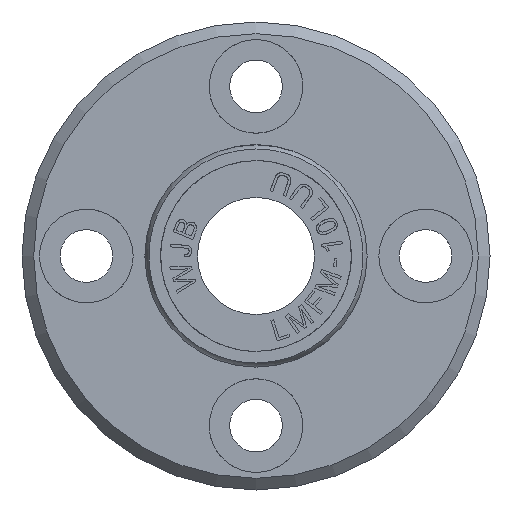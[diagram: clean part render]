
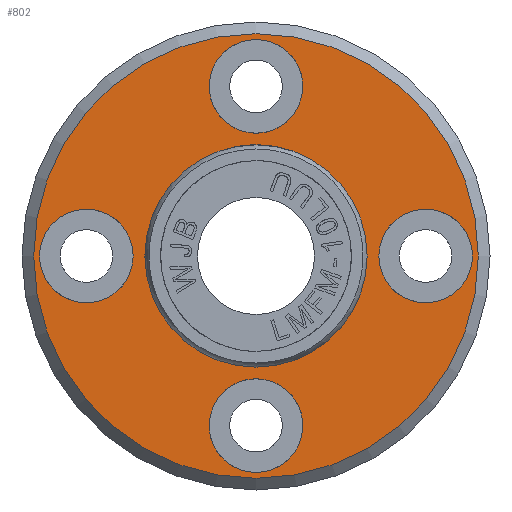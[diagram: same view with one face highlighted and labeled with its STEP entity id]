
A CAD part, left-side view. The second image highlights one B-rep face of the part: STEP entity #802.
In plain terms, the highlighted planar face has unit normal (-1, 0, 0).
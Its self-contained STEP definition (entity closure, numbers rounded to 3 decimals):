
#543=PLANE('',#7158);
#802=ADVANCED_FACE('',(#1272,#1273,#1274,#1275,#1276,#1277),#543,.T.);
#1272=FACE_BOUND('',#1394,.T.);
#1273=FACE_BOUND('',#1395,.T.);
#1274=FACE_BOUND('',#1396,.T.);
#1275=FACE_BOUND('',#1397,.T.);
#1276=FACE_BOUND('',#1398,.T.);
#1277=FACE_BOUND('',#1399,.T.);
#1394=EDGE_LOOP('',(#3709,#3710));
#1395=EDGE_LOOP('',(#3711,#3712));
#1396=EDGE_LOOP('',(#3713,#3714));
#1397=EDGE_LOOP('',(#3715,#3716));
#1398=EDGE_LOOP('',(#3717));
#1399=EDGE_LOOP('',(#3718,#3719));
#1895=B_SPLINE_CURVE_WITH_KNOTS('',3,(#10367,#10368,#10369,#10370,#10371,
#10372,#10373,#10374,#10375,#10376),.UNSPECIFIED.,.F.,.F.,(4,2,2,2,4),(0.,
0.25,0.5,0.75,1.),.UNSPECIFIED.);
#1896=B_SPLINE_CURVE_WITH_KNOTS('',3,(#10379,#10380,#10381,#10382,#10383,
#10384,#10385,#10386,#10387,#10388),.UNSPECIFIED.,.F.,.F.,(4,2,2,2,4),(0.,
0.25,0.5,0.75,1.),.UNSPECIFIED.);
#1897=B_SPLINE_CURVE_WITH_KNOTS('',3,(#10389,#10390,#10391,#10392,#10393,
#10394,#10395,#10396,#10397,#10398),.UNSPECIFIED.,.F.,.F.,(4,2,2,2,4),(0.,
0.25,0.5,0.75,1.),.UNSPECIFIED.);
#1898=B_SPLINE_CURVE_WITH_KNOTS('',3,(#10401,#10402,#10403,#10404,#10405,
#10406,#10407,#10408,#10409,#10410),.UNSPECIFIED.,.F.,.F.,(4,2,2,2,4),(0.,
0.25,0.5,0.75,1.),.UNSPECIFIED.);
#1899=B_SPLINE_CURVE_WITH_KNOTS('',3,(#10411,#10412,#10413,#10414,#10415,
#10416,#10417,#10418,#10419,#10420),.UNSPECIFIED.,.F.,.F.,(4,2,2,2,4),(0.,
0.25,0.5,0.75,1.),.UNSPECIFIED.);
#1900=B_SPLINE_CURVE_WITH_KNOTS('',3,(#10423,#10424,#10425,#10426,#10427,
#10428,#10429,#10430,#10431,#10432),.UNSPECIFIED.,.F.,.F.,(4,2,2,2,4),(0.,
0.25,0.5,0.75,1.),.UNSPECIFIED.);
#1901=B_SPLINE_CURVE_WITH_KNOTS('',3,(#10433,#10434,#10435,#10436,#10437,
#10438,#10439,#10440,#10441,#10442),.UNSPECIFIED.,.F.,.F.,(4,2,2,2,4),(0.,
0.25,0.5,0.75,1.),.UNSPECIFIED.);
#1902=B_SPLINE_CURVE_WITH_KNOTS('',3,(#10445,#10446,#10447,#10448,#10449,
#10450,#10451,#10452,#10453,#10454),.UNSPECIFIED.,.F.,.F.,(4,2,2,2,4),(0.,
0.25,0.5,0.75,1.),.UNSPECIFIED.);
#1903=B_SPLINE_CURVE_WITH_KNOTS('',3,(#10457,#10458,#10459,#10460,#10461,
#10462,#10463,#10464,#10465,#10466),.UNSPECIFIED.,.F.,.F.,(4,2,2,2,4),(0.,
0.25,0.5,0.75,1.),.UNSPECIFIED.);
#1904=B_SPLINE_CURVE_WITH_KNOTS('',3,(#10469,#10470,#10471,#10472,#10473,
#10474,#10475,#10476,#10477,#10478),.UNSPECIFIED.,.F.,.F.,(4,2,2,2,4),(0.,
0.25,0.5,0.75,1.),.UNSPECIFIED.);
#3709=ORIENTED_EDGE('',*,*,#6349,.F.);
#3710=ORIENTED_EDGE('',*,*,#6350,.F.);
#3711=ORIENTED_EDGE('',*,*,#6351,.F.);
#3712=ORIENTED_EDGE('',*,*,#6352,.F.);
#3713=ORIENTED_EDGE('',*,*,#6353,.F.);
#3714=ORIENTED_EDGE('',*,*,#6354,.F.);
#3715=ORIENTED_EDGE('',*,*,#6355,.F.);
#3716=ORIENTED_EDGE('',*,*,#6356,.F.);
#3717=ORIENTED_EDGE('',*,*,#6357,.T.);
#3718=ORIENTED_EDGE('',*,*,#6358,.T.);
#3719=ORIENTED_EDGE('',*,*,#6359,.T.);
#5673=VERTEX_POINT('',#10377);
#5674=VERTEX_POINT('',#10378);
#5675=VERTEX_POINT('',#10399);
#5676=VERTEX_POINT('',#10400);
#5677=VERTEX_POINT('',#10421);
#5678=VERTEX_POINT('',#10422);
#5679=VERTEX_POINT('',#10443);
#5680=VERTEX_POINT('',#10444);
#5681=VERTEX_POINT('',#10456);
#5682=VERTEX_POINT('',#10467);
#5683=VERTEX_POINT('',#10468);
#6349=EDGE_CURVE('',#5673,#5674,#1895,.T.);
#6350=EDGE_CURVE('',#5674,#5673,#1896,.T.);
#6351=EDGE_CURVE('',#5675,#5676,#1897,.T.);
#6352=EDGE_CURVE('',#5676,#5675,#1898,.T.);
#6353=EDGE_CURVE('',#5677,#5678,#1899,.T.);
#6354=EDGE_CURVE('',#5678,#5677,#1900,.T.);
#6355=EDGE_CURVE('',#5679,#5680,#1901,.T.);
#6356=EDGE_CURVE('',#5680,#5679,#1902,.T.);
#6357=EDGE_CURVE('',#5681,#5681,#7072,.T.);
#6358=EDGE_CURVE('',#5682,#5683,#1903,.T.);
#6359=EDGE_CURVE('',#5683,#5682,#1904,.T.);
#7072=CIRCLE('',#7157,19.);
#7157=AXIS2_PLACEMENT_3D('',#10455,#7762,#7763);
#7158=AXIS2_PLACEMENT_3D('',#10479,#7764,#7765);
#7762=DIRECTION('',(-1.,0.,0.));
#7763=DIRECTION('',(0.,0.,1.));
#7764=DIRECTION('',(-1.,0.,0.));
#7765=DIRECTION('',(0.,0.,1.));
#10367=CARTESIAN_POINT('',(0.,-4.,-14.5));
#10368=CARTESIAN_POINT('',(0.,-4.,-13.453));
#10369=CARTESIAN_POINT('',(0.,-3.569,-12.412));
#10370=CARTESIAN_POINT('',(0.,-2.088,-10.931));
#10371=CARTESIAN_POINT('',(0.,-1.047,-10.5));
#10372=CARTESIAN_POINT('',(0.,1.047,-10.5));
#10373=CARTESIAN_POINT('',(0.,2.088,-10.931));
#10374=CARTESIAN_POINT('',(0.,3.569,-12.412));
#10375=CARTESIAN_POINT('',(0.,4.,-13.453));
#10376=CARTESIAN_POINT('',(0.,4.,-14.5));
#10377=CARTESIAN_POINT('',(0.,-4.,-14.5));
#10378=CARTESIAN_POINT('',(0.,4.,-14.5));
#10379=CARTESIAN_POINT('',(0.,4.,-14.5));
#10380=CARTESIAN_POINT('',(0.,4.,-15.547));
#10381=CARTESIAN_POINT('',(0.,3.569,-16.588));
#10382=CARTESIAN_POINT('',(0.,2.088,-18.069));
#10383=CARTESIAN_POINT('',(0.,1.047,-18.5));
#10384=CARTESIAN_POINT('',(0.,-1.047,-18.5));
#10385=CARTESIAN_POINT('',(0.,-2.088,-18.069));
#10386=CARTESIAN_POINT('',(0.,-3.569,-16.588));
#10387=CARTESIAN_POINT('',(0.,-4.,-15.547));
#10388=CARTESIAN_POINT('',(0.,-4.,-14.5));
#10389=CARTESIAN_POINT('',(0.,-4.,14.5));
#10390=CARTESIAN_POINT('',(0.,-4.,15.547));
#10391=CARTESIAN_POINT('',(0.,-3.569,16.588));
#10392=CARTESIAN_POINT('',(0.,-2.088,18.069));
#10393=CARTESIAN_POINT('',(0.,-1.047,18.5));
#10394=CARTESIAN_POINT('',(0.,1.047,18.5));
#10395=CARTESIAN_POINT('',(0.,2.088,18.069));
#10396=CARTESIAN_POINT('',(0.,3.569,16.588));
#10397=CARTESIAN_POINT('',(0.,4.,15.547));
#10398=CARTESIAN_POINT('',(0.,4.,14.5));
#10399=CARTESIAN_POINT('',(0.,-4.,14.5));
#10400=CARTESIAN_POINT('',(0.,4.,14.5));
#10401=CARTESIAN_POINT('',(0.,4.,14.5));
#10402=CARTESIAN_POINT('',(0.,4.,13.453));
#10403=CARTESIAN_POINT('',(0.,3.569,12.412));
#10404=CARTESIAN_POINT('',(0.,2.088,10.931));
#10405=CARTESIAN_POINT('',(0.,1.047,10.5));
#10406=CARTESIAN_POINT('',(0.,-1.047,10.5));
#10407=CARTESIAN_POINT('',(0.,-2.088,10.931));
#10408=CARTESIAN_POINT('',(0.,-3.569,12.412));
#10409=CARTESIAN_POINT('',(0.,-4.,13.453));
#10410=CARTESIAN_POINT('',(0.,-4.,14.5));
#10411=CARTESIAN_POINT('',(0.,-18.5,0.));
#10412=CARTESIAN_POINT('',(0.,-18.5,1.047));
#10413=CARTESIAN_POINT('',(0.,-18.069,2.088));
#10414=CARTESIAN_POINT('',(0.,-16.588,3.569));
#10415=CARTESIAN_POINT('',(0.,-15.547,4.));
#10416=CARTESIAN_POINT('',(0.,-13.453,4.));
#10417=CARTESIAN_POINT('',(0.,-12.412,3.569));
#10418=CARTESIAN_POINT('',(0.,-10.931,2.088));
#10419=CARTESIAN_POINT('',(0.,-10.5,1.047));
#10420=CARTESIAN_POINT('',(0.,-10.5,0.));
#10421=CARTESIAN_POINT('',(0.,-18.5,0.));
#10422=CARTESIAN_POINT('',(0.,-10.5,0.));
#10423=CARTESIAN_POINT('',(0.,-10.5,0.));
#10424=CARTESIAN_POINT('',(0.,-10.5,-1.047));
#10425=CARTESIAN_POINT('',(0.,-10.931,-2.088));
#10426=CARTESIAN_POINT('',(0.,-12.412,-3.569));
#10427=CARTESIAN_POINT('',(0.,-13.453,-4.));
#10428=CARTESIAN_POINT('',(0.,-15.547,-4.));
#10429=CARTESIAN_POINT('',(0.,-16.588,-3.569));
#10430=CARTESIAN_POINT('',(0.,-18.069,-2.088));
#10431=CARTESIAN_POINT('',(0.,-18.5,-1.047));
#10432=CARTESIAN_POINT('',(0.,-18.5,0.));
#10433=CARTESIAN_POINT('',(0.,10.5,0.));
#10434=CARTESIAN_POINT('',(0.,10.5,1.047));
#10435=CARTESIAN_POINT('',(0.,10.931,2.088));
#10436=CARTESIAN_POINT('',(0.,12.412,3.569));
#10437=CARTESIAN_POINT('',(0.,13.453,4.));
#10438=CARTESIAN_POINT('',(0.,15.547,4.));
#10439=CARTESIAN_POINT('',(0.,16.588,3.569));
#10440=CARTESIAN_POINT('',(0.,18.069,2.088));
#10441=CARTESIAN_POINT('',(0.,18.5,1.047));
#10442=CARTESIAN_POINT('',(0.,18.5,0.));
#10443=CARTESIAN_POINT('',(0.,10.5,0.));
#10444=CARTESIAN_POINT('',(0.,18.5,0.));
#10445=CARTESIAN_POINT('',(0.,18.5,0.));
#10446=CARTESIAN_POINT('',(0.,18.5,-1.047));
#10447=CARTESIAN_POINT('',(0.,18.069,-2.088));
#10448=CARTESIAN_POINT('',(0.,16.588,-3.569));
#10449=CARTESIAN_POINT('',(0.,15.547,-4.));
#10450=CARTESIAN_POINT('',(0.,13.453,-4.));
#10451=CARTESIAN_POINT('',(0.,12.412,-3.569));
#10452=CARTESIAN_POINT('',(0.,10.931,-2.088));
#10453=CARTESIAN_POINT('',(0.,10.5,-1.047));
#10454=CARTESIAN_POINT('',(0.,10.5,0.));
#10455=CARTESIAN_POINT('',(0.,0.,0.));
#10456=CARTESIAN_POINT('',(0.,0.,19.));
#10457=CARTESIAN_POINT('',(0.,0.,9.286));
#10458=CARTESIAN_POINT('',(0.,-2.442,9.285));
#10459=CARTESIAN_POINT('',(0.,-4.842,8.291));
#10460=CARTESIAN_POINT('',(0.,-8.291,4.842));
#10461=CARTESIAN_POINT('',(0.,-9.286,2.439));
#10462=CARTESIAN_POINT('',(0.,-9.286,-2.439));
#10463=CARTESIAN_POINT('',(0.,-8.291,-4.842));
#10464=CARTESIAN_POINT('',(0.,-4.842,-8.291));
#10465=CARTESIAN_POINT('',(0.,-2.442,-9.285));
#10466=CARTESIAN_POINT('',(0.,0.,-9.286));
#10467=CARTESIAN_POINT('',(0.,0.,9.286));
#10468=CARTESIAN_POINT('',(0.,0.,-9.286));
#10469=CARTESIAN_POINT('',(0.,0.,-9.286));
#10470=CARTESIAN_POINT('',(0.,2.442,-9.285));
#10471=CARTESIAN_POINT('',(0.,4.842,-8.291));
#10472=CARTESIAN_POINT('',(0.,8.291,-4.842));
#10473=CARTESIAN_POINT('',(0.,9.286,-2.439));
#10474=CARTESIAN_POINT('',(0.,9.286,2.439));
#10475=CARTESIAN_POINT('',(0.,8.291,4.842));
#10476=CARTESIAN_POINT('',(0.,4.842,8.291));
#10477=CARTESIAN_POINT('',(0.,2.442,9.285));
#10478=CARTESIAN_POINT('',(0.,0.,9.286));
#10479=CARTESIAN_POINT('',(0.,-19.38,-19.));
